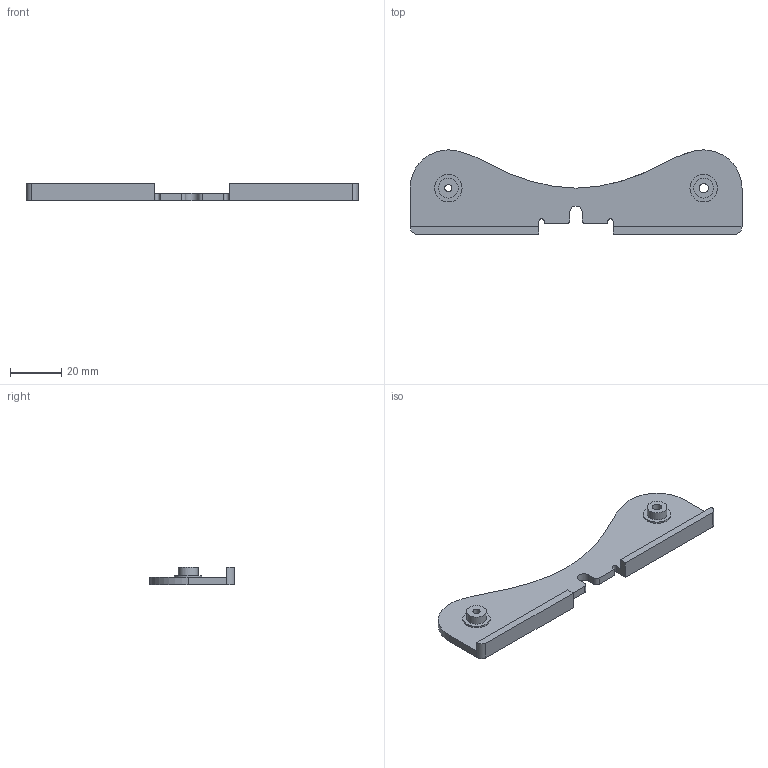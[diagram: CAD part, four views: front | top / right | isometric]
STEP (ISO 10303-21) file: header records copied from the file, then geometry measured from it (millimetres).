
FILE_DESCRIPTION(/* description */ (''),/* implementation_level */ '2;1');
FILE_NAME(/* name */ 'Spool Roller.step',/* time_stamp */ '2022-08-20T07:47:51-05:00',/* author */ (''),/* organization */ (''),/* preprocessor_version */ 'ST-DEVELOPER v19',/* originating_system */ 'Autodesk Translation Framework v11.7.0.108',/* authorisation */ '');
FILE_SCHEMA (('AUTOMOTIVE_DESIGN { 1 0 10303 214 3 1 1 }'));
Length unit declared in the file: millimetre
Products named in the file (1): Spool Roller
Bounding box: 130 x 33 x 7 mm (x, y, z)
Volume: 11019.7 mm3; surface area: 8520.9 mm2
Topology: 1 solids, 1 shells, 39 faces, 97 edges, 64 vertices
Faces by surface type: plane 22, cylinder 15, bspline 2
Full cylindrical faces by diameter (mm): 2.8 x1, 3.6 x1, 7.75 x2, 10.75 x2
Entity records: 1340 total; most frequent: CARTESIAN_POINT 355, DIRECTION 199, ORIENTED_EDGE 194, EDGE_CURVE 97, AXIS2_PLACEMENT_3D 68, VERTEX_POINT 64, LINE 63, VECTOR 63
